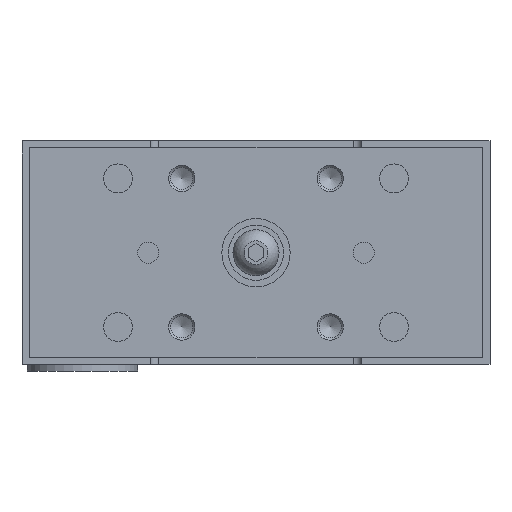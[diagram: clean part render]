
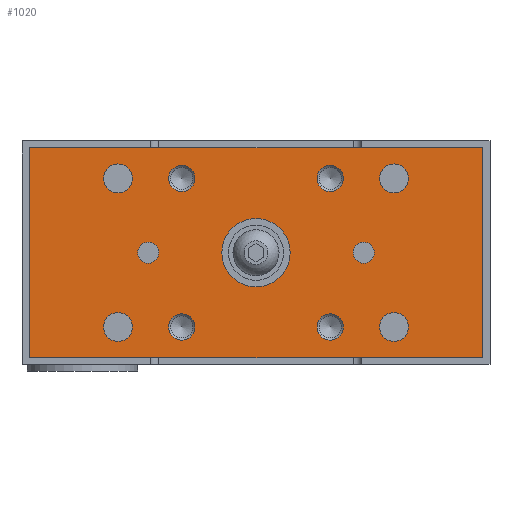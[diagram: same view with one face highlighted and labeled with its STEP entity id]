
A CAD part, left-side view. The second image highlights one B-rep face of the part: STEP entity #1020.
In plain terms, the highlighted planar face has unit normal (-1, 0, 0).
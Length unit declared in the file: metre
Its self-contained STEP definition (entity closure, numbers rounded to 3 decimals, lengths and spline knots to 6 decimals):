
#1020 = ADVANCED_FACE( '', ( #2342, #2343, #2344, #2345, #2346, #2347, #2348, #2349, #2350, #2351, #2352, #2353 ), #2354, .F. );
#2342 = FACE_BOUND( '', #3864, .T. );
#2343 = FACE_BOUND( '', #3865, .T. );
#2344 = FACE_BOUND( '', #3866, .T. );
#2345 = FACE_BOUND( '', #3867, .T. );
#2346 = FACE_BOUND( '', #3868, .T. );
#2347 = FACE_BOUND( '', #3869, .T. );
#2348 = FACE_BOUND( '', #3870, .T. );
#2349 = FACE_BOUND( '', #3871, .T. );
#2350 = FACE_BOUND( '', #3872, .T. );
#2351 = FACE_BOUND( '', #3873, .T. );
#2352 = FACE_BOUND( '', #3874, .T. );
#2353 = FACE_OUTER_BOUND( '', #3875, .T. );
#2354 = PLANE( '', #3876 );
#3864 = EDGE_LOOP( '', ( #6528 ) );
#3865 = EDGE_LOOP( '', ( #6529 ) );
#3866 = EDGE_LOOP( '', ( #6530 ) );
#3867 = EDGE_LOOP( '', ( #6531 ) );
#3868 = EDGE_LOOP( '', ( #6532 ) );
#3869 = EDGE_LOOP( '', ( #6533 ) );
#3870 = EDGE_LOOP( '', ( #6534 ) );
#3871 = EDGE_LOOP( '', ( #6535 ) );
#3872 = EDGE_LOOP( '', ( #6536 ) );
#3873 = EDGE_LOOP( '', ( #6537 ) );
#3874 = EDGE_LOOP( '', ( #6538 ) );
#3875 = EDGE_LOOP( '', ( #6539, #6540, #6541, #6542 ) );
#3876 = AXIS2_PLACEMENT_3D( '', #6543, #6544, #6545 );
#6528 = ORIENTED_EDGE( '', *, *, #7849, .T. );
#6529 = ORIENTED_EDGE( '', *, *, #8386, .T. );
#6530 = ORIENTED_EDGE( '', *, *, #7414, .F. );
#6531 = ORIENTED_EDGE( '', *, *, #8387, .F. );
#6532 = ORIENTED_EDGE( '', *, *, #8388, .T. );
#6533 = ORIENTED_EDGE( '', *, *, #7457, .T. );
#6534 = ORIENTED_EDGE( '', *, *, #7659, .T. );
#6535 = ORIENTED_EDGE( '', *, *, #8389, .T. );
#6536 = ORIENTED_EDGE( '', *, *, #8390, .T. );
#6537 = ORIENTED_EDGE( '', *, *, #8162, .T. );
#6538 = ORIENTED_EDGE( '', *, *, #8391, .T. );
#6539 = ORIENTED_EDGE( '', *, *, #8392, .T. );
#6540 = ORIENTED_EDGE( '', *, *, #7747, .T. );
#6541 = ORIENTED_EDGE( '', *, *, #8071, .T. );
#6542 = ORIENTED_EDGE( '', *, *, #8393, .T. );
#6543 = CARTESIAN_POINT( '', ( -0.037, 0.086, -0.0025 ) );
#6544 = DIRECTION( '', ( 1., 0., 0. ) );
#6545 = DIRECTION( '', ( 0., 0., 1. ) );
#7414 = EDGE_CURVE( '', #8572, #8572, #8573, .T. );
#7457 = EDGE_CURVE( '', #8645, #8645, #8646, .T. );
#7659 = EDGE_CURVE( '', #8992, #8992, #8993, .T. );
#7747 = EDGE_CURVE( '', #9142, #9140, #9143, .T. );
#7849 = EDGE_CURVE( '', #9296, #9296, #9297, .T. );
#8071 = EDGE_CURVE( '', #9140, #9633, #9635, .T. );
#8162 = EDGE_CURVE( '', #9760, #9760, #9761, .T. );
#8386 = EDGE_CURVE( '', #10053, #10053, #10054, .T. );
#8387 = EDGE_CURVE( '', #10055, #10055, #10056, .T. );
#8388 = EDGE_CURVE( '', #10057, #10057, #10058, .T. );
#8389 = EDGE_CURVE( '', #10059, #10059, #10060, .T. );
#8390 = EDGE_CURVE( '', #10061, #10061, #10062, .T. );
#8391 = EDGE_CURVE( '', #10063, #10063, #10064, .T. );
#8392 = EDGE_CURVE( '', #10065, #9142, #10066, .T. );
#8393 = EDGE_CURVE( '', #9633, #10065, #10067, .T. );
#8572 = VERTEX_POINT( '', #10264 );
#8573 = CIRCLE( '', #10265, 0.005 );
#8645 = VERTEX_POINT( '', #10353 );
#8646 = CIRCLE( '', #10354, 0.0055 );
#8992 = VERTEX_POINT( '', #10938 );
#8993 = CIRCLE( '', #10939, 0.0055 );
#9140 = VERTEX_POINT( '', #11438 );
#9142 = VERTEX_POINT( '', #11441 );
#9143 = LINE( '', #11442, #11443 );
#9296 = VERTEX_POINT( '', #11694 );
#9297 = CIRCLE( '', #11695, 0.013 );
#9633 = VERTEX_POINT( '', #12223 );
#9635 = LINE( '', #12226, #12227 );
#9760 = VERTEX_POINT( '', #12432 );
#9761 = CIRCLE( '', #12433, 0.004 );
#10053 = VERTEX_POINT( '', #12882 );
#10054 = CIRCLE( '', #12883, 0.005 );
#10055 = VERTEX_POINT( '', #12884 );
#10056 = CIRCLE( '', #12885, 0.005 );
#10057 = VERTEX_POINT( '', #12886 );
#10058 = CIRCLE( '', #12887, 0.005 );
#10059 = VERTEX_POINT( '', #12888 );
#10060 = CIRCLE( '', #12889, 0.0055 );
#10061 = VERTEX_POINT( '', #12890 );
#10062 = CIRCLE( '', #12891, 0.0055 );
#10063 = VERTEX_POINT( '', #12892 );
#10064 = CIRCLE( '', #12893, 0.004 );
#10065 = VERTEX_POINT( '', #12894 );
#10066 = LINE( '', #12895, #12896 );
#10067 = LINE( '', #12897, #12898 );
#10264 = CARTESIAN_POINT( '', ( -0.037, -0.02325, -0.01425 ) );
#10265 = AXIS2_PLACEMENT_3D( '', #13167, #13168, #13169 );
#10353 = CARTESIAN_POINT( '', ( -0.037, 0.058, -0.01425 ) );
#10354 = AXIS2_PLACEMENT_3D( '', #13231, #13232, #13233 );
#10938 = CARTESIAN_POINT( '', ( -0.037, -0.047, -0.01425 ) );
#10939 = AXIS2_PLACEMENT_3D( '', #13539, #13540, #13541 );
#11438 = CARTESIAN_POINT( '', ( -0.037, -0.086, -0.0825 ) );
#11441 = CARTESIAN_POINT( '', ( -0.037, 0.086, -0.0825 ) );
#11442 = CARTESIAN_POINT( '', ( -0.037, 0.086, -0.0825 ) );
#11443 = VECTOR( '', #13663, 1. );
#11694 = CARTESIAN_POINT( '', ( -0.037, 0.013, -0.0425 ) );
#11695 = AXIS2_PLACEMENT_3D( '', #13811, #13812, #13813 );
#12223 = CARTESIAN_POINT( '', ( -0.037, -0.086, -0.0025 ) );
#12226 = CARTESIAN_POINT( '', ( -0.037, -0.086, -0.0825 ) );
#12227 = VECTOR( '', #14093, 1. );
#12432 = CARTESIAN_POINT( '', ( -0.037, 0.045, -0.0425 ) );
#12433 = AXIS2_PLACEMENT_3D( '', #14191, #14192, #14193 );
#12882 = CARTESIAN_POINT( '', ( -0.037, 0.02325, -0.01425 ) );
#12883 = AXIS2_PLACEMENT_3D( '', #14450, #14451, #14452 );
#12884 = CARTESIAN_POINT( '', ( -0.037, 0.02325, -0.07075 ) );
#12885 = AXIS2_PLACEMENT_3D( '', #14453, #14454, #14455 );
#12886 = CARTESIAN_POINT( '', ( -0.037, -0.02325, -0.07075 ) );
#12887 = AXIS2_PLACEMENT_3D( '', #14456, #14457, #14458 );
#12888 = CARTESIAN_POINT( '', ( -0.037, 0.058, -0.07075 ) );
#12889 = AXIS2_PLACEMENT_3D( '', #14459, #14460, #14461 );
#12890 = CARTESIAN_POINT( '', ( -0.037, -0.047, -0.07075 ) );
#12891 = AXIS2_PLACEMENT_3D( '', #14462, #14463, #14464 );
#12892 = CARTESIAN_POINT( '', ( -0.037, -0.037, -0.0425 ) );
#12893 = AXIS2_PLACEMENT_3D( '', #14465, #14466, #14467 );
#12894 = CARTESIAN_POINT( '', ( -0.037, 0.086, -0.0025 ) );
#12895 = CARTESIAN_POINT( '', ( -0.037, 0.086, -0.0025 ) );
#12896 = VECTOR( '', #14468, 1. );
#12897 = CARTESIAN_POINT( '', ( -0.037, -0.086, -0.0025 ) );
#12898 = VECTOR( '', #14469, 1. );
#13167 = CARTESIAN_POINT( '', ( -0.037, -0.02825, -0.01425 ) );
#13168 = DIRECTION( '', ( -1., 0., 0. ) );
#13169 = DIRECTION( '', ( 0., 1., 0. ) );
#13231 = CARTESIAN_POINT( '', ( -0.037, 0.0525, -0.01425 ) );
#13232 = DIRECTION( '', ( 1., 0., 0. ) );
#13233 = DIRECTION( '', ( 0., 1., 0. ) );
#13539 = CARTESIAN_POINT( '', ( -0.037, -0.0525, -0.01425 ) );
#13540 = DIRECTION( '', ( 1., 0., 0. ) );
#13541 = DIRECTION( '', ( 0., 1., 0. ) );
#13663 = DIRECTION( '', ( 0., -1., 0. ) );
#13811 = CARTESIAN_POINT( '', ( -0.037, 0., -0.0425 ) );
#13812 = DIRECTION( '', ( 1., 0., 0. ) );
#13813 = DIRECTION( '', ( 0., 1., 0. ) );
#14093 = DIRECTION( '', ( 0., 0., 1. ) );
#14191 = CARTESIAN_POINT( '', ( -0.037, 0.041, -0.0425 ) );
#14192 = DIRECTION( '', ( 1., 0., 0. ) );
#14193 = DIRECTION( '', ( 0., 1., 0. ) );
#14450 = CARTESIAN_POINT( '', ( -0.037, 0.02825, -0.01425 ) );
#14451 = DIRECTION( '', ( 1., 0., 0. ) );
#14452 = DIRECTION( '', ( 0., -1., 0. ) );
#14453 = CARTESIAN_POINT( '', ( -0.037, 0.02825, -0.07075 ) );
#14454 = DIRECTION( '', ( -1., 0., 0. ) );
#14455 = DIRECTION( '', ( 0., -1., 0. ) );
#14456 = CARTESIAN_POINT( '', ( -0.037, -0.02825, -0.07075 ) );
#14457 = DIRECTION( '', ( 1., 0., 0. ) );
#14458 = DIRECTION( '', ( 0., 1., 0. ) );
#14459 = CARTESIAN_POINT( '', ( -0.037, 0.0525, -0.07075 ) );
#14460 = DIRECTION( '', ( 1., 0., 0. ) );
#14461 = DIRECTION( '', ( 0., 1., 0. ) );
#14462 = CARTESIAN_POINT( '', ( -0.037, -0.0525, -0.07075 ) );
#14463 = DIRECTION( '', ( 1., 0., 0. ) );
#14464 = DIRECTION( '', ( 0., 1., 0. ) );
#14465 = CARTESIAN_POINT( '', ( -0.037, -0.041, -0.0425 ) );
#14466 = DIRECTION( '', ( 1., 0., 0. ) );
#14467 = DIRECTION( '', ( 0., 1., 0. ) );
#14468 = DIRECTION( '', ( 0., 0., -1. ) );
#14469 = DIRECTION( '', ( 0., 1., 0. ) );
